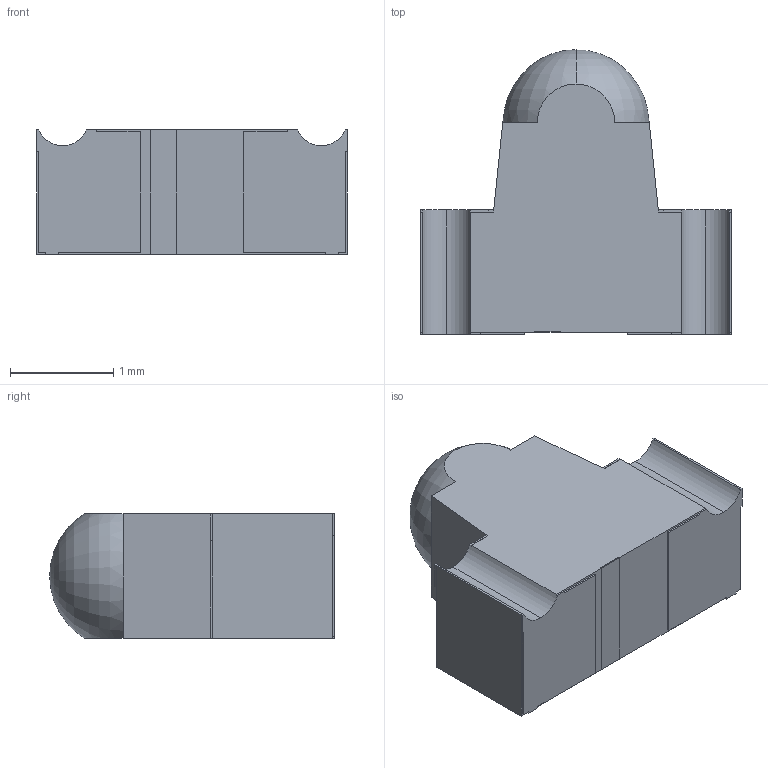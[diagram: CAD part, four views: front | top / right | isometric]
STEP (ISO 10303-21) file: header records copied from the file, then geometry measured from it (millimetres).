
FILE_DESCRIPTION (( 'STEP AP214' ), '1' );
FILE_NAME ('SFH 4045N.STEP', '2019-04-03T22:38:12', ( '' ), ( '' ), 'SwSTEP 2.0', 'SolidWorks 2017', '' );
FILE_SCHEMA (( 'AUTOMOTIVE_DESIGN' ));
Length unit declared in the file: millimetre
Products named in the file (1): SFH 4045N
Bounding box: 3 x 2.75 x 1.2 mm (x, y, z)
Volume: 6.4 mm3; surface area: 40.9 mm2
Topology: 6 solids, 6 shells, 103 faces, 266 edges, 173 vertices
Faces by surface type: plane 97, cylinder 4, torus 2
Entity records: 3151 total; most frequent: CARTESIAN_POINT 561, ORIENTED_EDGE 528, DIRECTION 482, EDGE_CURVE 264, VECTOR 246, LINE 246, VERTEX_POINT 173, AXIS2_PLACEMENT_3D 118
